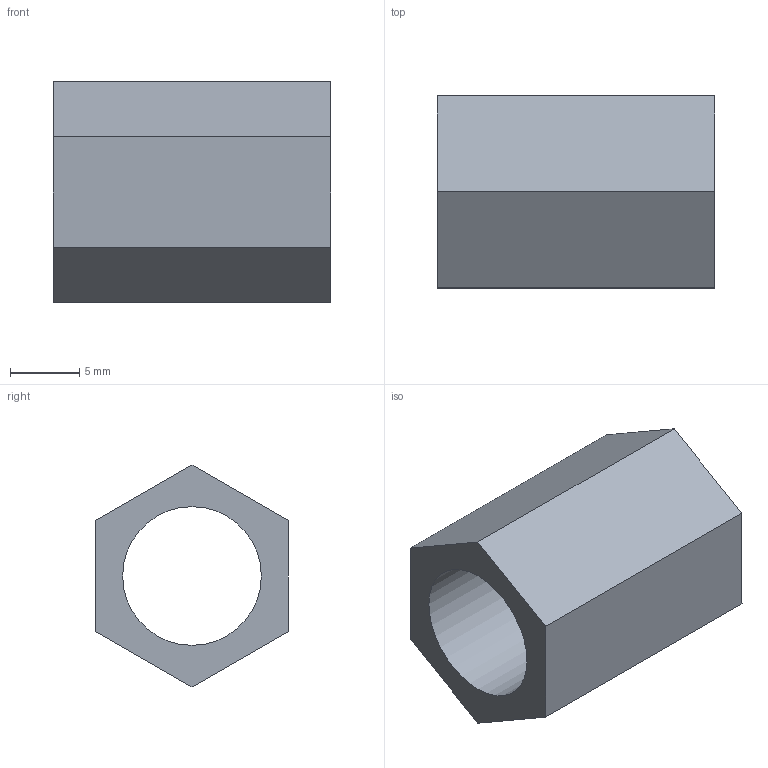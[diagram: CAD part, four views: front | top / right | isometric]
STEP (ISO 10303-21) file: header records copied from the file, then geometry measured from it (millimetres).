
FILE_DESCRIPTION(('FreeCAD Model'),'2;1');
FILE_NAME('APLINOV d''enhaut (8Février2019)PIECE DE BLOCAGE RL.step', '2019-05-25T18:37:58',('Author'),(''), 'Open CASCADE STEP processor 7.2','FreeCAD','Unknown');
FILE_SCHEMA(('AUTOMOTIVE_DESIGN { 1 0 10303 214 1 1 1 1 }'));
Length unit declared in the file: millimetre
Products named in the file (1): PIECE_DE_BLOQUAGE_RL
Bounding box: 20 x 13.86 x 16 mm (x, y, z)
Volume: 1754.7 mm3; surface area: 1763.8 mm2
Topology: 1 solids, 1 shells, 9 faces, 21 edges, 14 vertices
Faces by surface type: plane 8, cylinder 1
Full cylindrical faces by diameter (mm): 10 x1
Entity records: 555 total; most frequent: CARTESIAN_POINT 87, DIRECTION 85, LINE 59, VECTOR 59, ORIENTED_EDGE 42, PCURVE 42, DEFINITIONAL_REPRESENTATION 42, EDGE_CURVE 21
